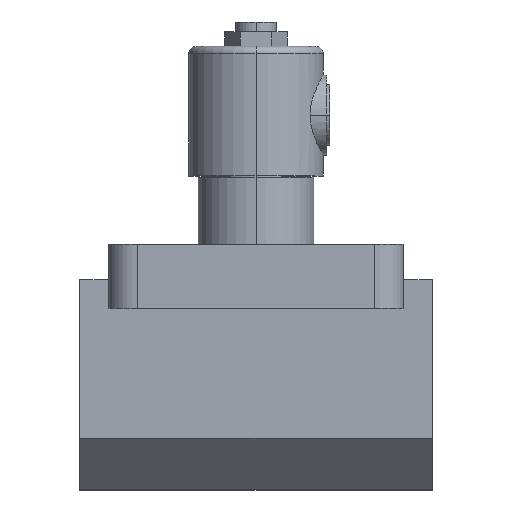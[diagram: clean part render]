
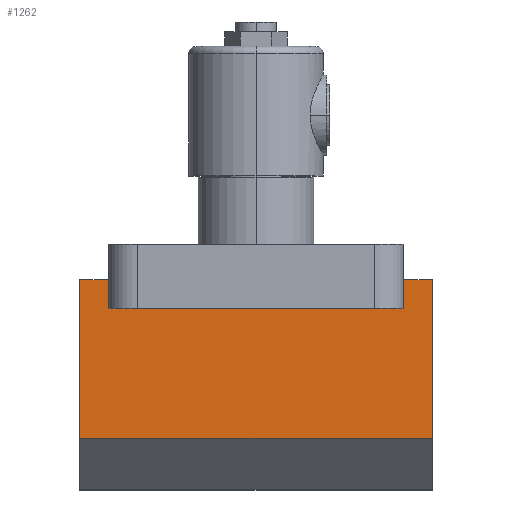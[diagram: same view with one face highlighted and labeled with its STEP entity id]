
A CAD part, top view. The second image highlights one B-rep face of the part: STEP entity #1262.
In plain terms, the highlighted planar face has unit normal (0, 0, 1).
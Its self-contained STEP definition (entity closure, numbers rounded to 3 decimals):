
#13 = DIRECTION ( 'NONE',  ( 0., 1., 0. ) ) ;
#33 = VECTOR ( 'NONE', #1566, 1000. ) ;
#75 = DIRECTION ( 'NONE',  ( 0., -1., 0. ) ) ;
#96 = VERTEX_POINT ( 'NONE', #155 ) ;
#108 = ORIENTED_EDGE ( 'NONE', *, *, #209, .T. ) ;
#130 = VERTEX_POINT ( 'NONE', #1143 ) ;
#133 = LINE ( 'NONE', #718, #252 ) ;
#153 = CARTESIAN_POINT ( 'NONE',  ( 55., -24.8, 27.5 ) ) ;
#155 = CARTESIAN_POINT ( 'NONE',  ( 46., -33.8, 27.5 ) ) ;
#209 = EDGE_CURVE ( 'NONE', #251, #622, #224, .T. ) ;
#221 = EDGE_CURVE ( 'NONE', #1544, #622, #1258, .T. ) ;
#224 = LINE ( 'NONE', #970, #615 ) ;
#227 = DIRECTION ( 'NONE',  ( -1., 0., 0. ) ) ;
#251 = VERTEX_POINT ( 'NONE', #535 ) ;
#252 = VECTOR ( 'NONE', #439, 1000. ) ;
#294 = DIRECTION ( 'NONE',  ( 0., -1., 0. ) ) ;
#410 = VECTOR ( 'NONE', #294, 1000. ) ;
#439 = DIRECTION ( 'NONE',  ( -1., 0., 0. ) ) ;
#463 = VECTOR ( 'NONE', #990, 1000. ) ;
#467 = FACE_OUTER_BOUND ( 'NONE', #1808, .T. ) ;
#473 = LINE ( 'NONE', #1641, #808 ) ;
#503 = ORIENTED_EDGE ( 'NONE', *, *, #967, .T. ) ;
#519 = CARTESIAN_POINT ( 'NONE',  ( 55., -74.3, 27.5 ) ) ;
#535 = CARTESIAN_POINT ( 'NONE',  ( -55., -24.8, 27.5 ) ) ;
#615 = VECTOR ( 'NONE', #75, 1000. ) ;
#622 = VERTEX_POINT ( 'NONE', #872 ) ;
#654 = ORIENTED_EDGE ( 'NONE', *, *, #965, .F. ) ;
#677 = CARTESIAN_POINT ( 'NONE',  ( -46., -24.8, 27.5 ) ) ;
#718 = CARTESIAN_POINT ( 'NONE',  ( 55., -24.8, 27.5 ) ) ;
#738 = DIRECTION ( 'NONE',  ( 0., 0., -1. ) ) ;
#808 = VECTOR ( 'NONE', #227, 1000. ) ;
#835 = ORIENTED_EDGE ( 'NONE', *, *, #1201, .T. ) ;
#872 = CARTESIAN_POINT ( 'NONE',  ( -55., -74.3, 27.5 ) ) ;
#879 = EDGE_CURVE ( 'NONE', #1278, #1544, #1488, .T. ) ;
#903 = PLANE ( 'NONE',  #1366 ) ;
#937 = LINE ( 'NONE', #1080, #1489 ) ;
#965 = EDGE_CURVE ( 'NONE', #1691, #1191, #937, .T. ) ;
#967 = EDGE_CURVE ( 'NONE', #1691, #251, #473, .T. ) ;
#970 = CARTESIAN_POINT ( 'NONE',  ( -55., -24.8, 27.5 ) ) ;
#990 = DIRECTION ( 'NONE',  ( 0., 1., 0. ) ) ;
#1038 = CARTESIAN_POINT ( 'NONE',  ( 55., -24.8, 27.5 ) ) ;
#1063 = LINE ( 'NONE', #1509, #1418 ) ;
#1080 = CARTESIAN_POINT ( 'NONE',  ( -46., -33.8, 27.5 ) ) ;
#1143 = CARTESIAN_POINT ( 'NONE',  ( 46., -24.8, 27.5 ) ) ;
#1191 = VERTEX_POINT ( 'NONE', #1437 ) ;
#1201 = EDGE_CURVE ( 'NONE', #1278, #130, #133, .T. ) ;
#1212 = DIRECTION ( 'NONE',  ( 0., -1., 0. ) ) ;
#1258 = LINE ( 'NONE', #519, #33 ) ;
#1262 = ADVANCED_FACE ( 'NONE', ( #467 ), #903, .F. ) ;
#1278 = VERTEX_POINT ( 'NONE', #1626 ) ;
#1312 = CARTESIAN_POINT ( 'NONE',  ( 55., -74.3, 27.5 ) ) ;
#1332 = ORIENTED_EDGE ( 'NONE', *, *, #221, .F. ) ;
#1340 = ORIENTED_EDGE ( 'NONE', *, *, #1685, .F. ) ;
#1366 = AXIS2_PLACEMENT_3D ( 'NONE', #153, #738, #13 ) ;
#1408 = ORIENTED_EDGE ( 'NONE', *, *, #879, .F. ) ;
#1418 = VECTOR ( 'NONE', #1788, 1000. ) ;
#1437 = CARTESIAN_POINT ( 'NONE',  ( -46., -33.8, 27.5 ) ) ;
#1488 = LINE ( 'NONE', #1038, #410 ) ;
#1489 = VECTOR ( 'NONE', #1212, 1000. ) ;
#1509 = CARTESIAN_POINT ( 'NONE',  ( 46., -33.8, 27.5 ) ) ;
#1544 = VERTEX_POINT ( 'NONE', #1312 ) ;
#1566 = DIRECTION ( 'NONE',  ( -1., 0., 0. ) ) ;
#1596 = CARTESIAN_POINT ( 'NONE',  ( 46., -33.8, 27.5 ) ) ;
#1626 = CARTESIAN_POINT ( 'NONE',  ( 55., -24.8, 27.5 ) ) ;
#1641 = CARTESIAN_POINT ( 'NONE',  ( 55., -24.8, 27.5 ) ) ;
#1658 = ORIENTED_EDGE ( 'NONE', *, *, #1781, .F. ) ;
#1685 = EDGE_CURVE ( 'NONE', #96, #130, #1724, .T. ) ;
#1691 = VERTEX_POINT ( 'NONE', #677 ) ;
#1724 = LINE ( 'NONE', #1596, #463 ) ;
#1781 = EDGE_CURVE ( 'NONE', #1191, #96, #1063, .T. ) ;
#1788 = DIRECTION ( 'NONE',  ( 1., 0., 0. ) ) ;
#1808 = EDGE_LOOP ( 'NONE', ( #654, #503, #108, #1332, #1408, #835, #1340, #1658 ) ) ;
